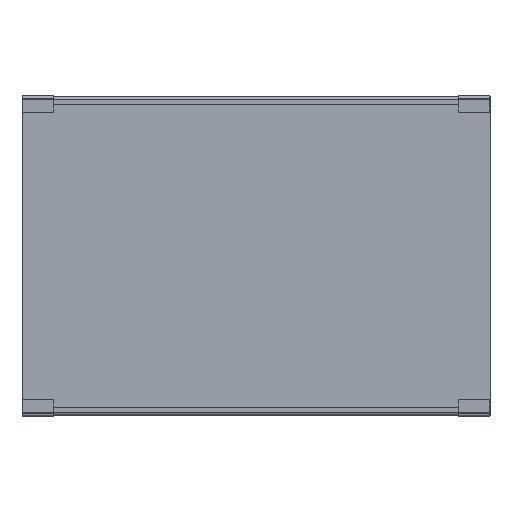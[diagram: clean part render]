
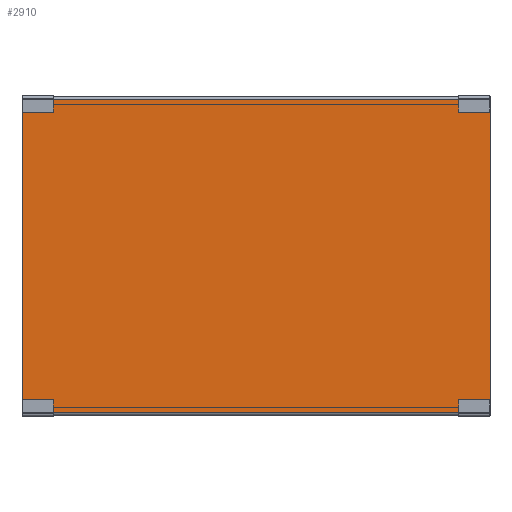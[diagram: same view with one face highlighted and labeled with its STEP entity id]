
A CAD part, top view. The second image highlights one B-rep face of the part: STEP entity #2910.
In plain terms, the highlighted planar face has unit normal (0, 0, 1).
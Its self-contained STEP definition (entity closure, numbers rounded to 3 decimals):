
#448=FACE_OUTER_BOUND('',#604,.T.);
#604=EDGE_LOOP('',(#2658,#2659,#2660,#2661));
#852=LINE('',#4962,#1120);
#861=LINE('',#4981,#1129);
#870=LINE('',#5003,#1138);
#873=LINE('',#5012,#1141);
#1120=VECTOR('',#4080,1.);
#1129=VECTOR('',#4099,1.);
#1138=VECTOR('',#4118,1.);
#1141=VECTOR('',#4131,1.);
#1422=VERTEX_POINT('',#4959);
#1423=VERTEX_POINT('',#4961);
#1428=VERTEX_POINT('',#4980);
#1436=VERTEX_POINT('',#5002);
#1839=EDGE_CURVE('',#1423,#1422,#852,.T.);
#1849=EDGE_CURVE('',#1423,#1428,#861,.T.);
#1860=EDGE_CURVE('',#1436,#1428,#870,.T.);
#1865=EDGE_CURVE('',#1422,#1436,#873,.T.);
#2658=ORIENTED_EDGE('',*,*,#1865,.T.);
#2659=ORIENTED_EDGE('',*,*,#1860,.T.);
#2660=ORIENTED_EDGE('',*,*,#1849,.F.);
#2661=ORIENTED_EDGE('',*,*,#1839,.T.);
#2755=PLANE('',#3232);
#2910=ADVANCED_FACE('',(#448),#2755,.F.);
#3232=AXIS2_PLACEMENT_3D('',#5011,#4129,#4130);
#4080=DIRECTION('',(-1.,0.,0.));
#4099=DIRECTION('',(0.,-1.,0.));
#4118=DIRECTION('',(1.,0.,0.));
#4129=DIRECTION('center_axis',(0.,0.,-1.));
#4130=DIRECTION('ref_axis',(0.,-1.,0.));
#4131=DIRECTION('',(0.,-1.,0.));
#4959=CARTESIAN_POINT('',(-165.382,341.6,240.39));
#4961=CARTESIAN_POINT('',(281.22,341.6,240.39));
#4962=CARTESIAN_POINT('',(175.057,341.6,240.39));
#4980=CARTESIAN_POINT('',(281.22,43.199,240.39));
#4981=CARTESIAN_POINT('',(281.22,167.4,240.39));
#5002=CARTESIAN_POINT('',(-165.382,43.199,240.39));
#5003=CARTESIAN_POINT('',(175.057,43.199,240.39));
#5011=CARTESIAN_POINT('Origin',(175.057,189.2,240.39));
#5012=CARTESIAN_POINT('',(-165.382,167.4,240.39));
